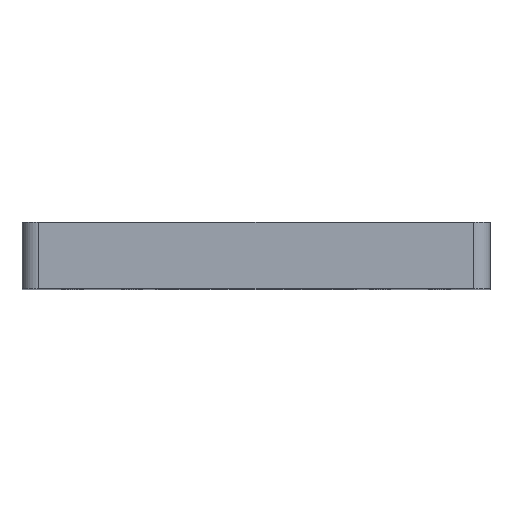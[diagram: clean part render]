
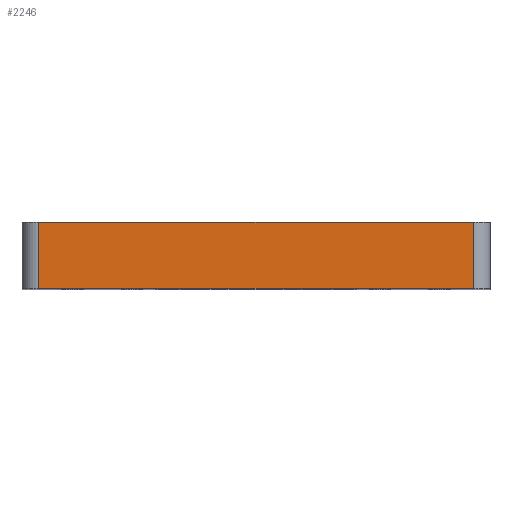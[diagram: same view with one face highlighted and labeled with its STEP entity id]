
A CAD part, top view. The second image highlights one B-rep face of the part: STEP entity #2246.
In plain terms, the highlighted planar face has unit normal (0, 0, 1).
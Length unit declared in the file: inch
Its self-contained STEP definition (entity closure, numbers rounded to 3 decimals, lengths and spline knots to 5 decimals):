
#45 = VERTEX_POINT ( 'NONE', #1708 ) ;
#90 = DIRECTION ( 'NONE',  ( 1., 0., 0. ) ) ;
#166 = AXIS2_PLACEMENT_3D ( 'NONE', #933, #2537, #520 ) ;
#354 = VECTOR ( 'NONE', #840, 39.37008 ) ;
#418 = CARTESIAN_POINT ( 'NONE',  ( 0., 0., 0. ) ) ;
#435 = ORIENTED_EDGE ( 'NONE', *, *, #1438, .F. ) ;
#520 = DIRECTION ( 'NONE',  ( -1., 0., 0. ) ) ;
#632 = VERTEX_POINT ( 'NONE', #1802 ) ;
#682 = LINE ( 'NONE', #2079, #877 ) ;
#840 = DIRECTION ( 'NONE',  ( 0., 1., 0. ) ) ;
#877 = VECTOR ( 'NONE', #90, 39.37008 ) ;
#880 = ORIENTED_EDGE ( 'NONE', *, *, #2491, .T. ) ;
#933 = CARTESIAN_POINT ( 'NONE',  ( 0., 0.5, 0. ) ) ;
#1018 = LINE ( 'NONE', #418, #2546 ) ;
#1045 = EDGE_LOOP ( 'NONE', ( #435, #1549, #1992, #880 ) ) ;
#1276 = VERTEX_POINT ( 'NONE', #2247 ) ;
#1438 = EDGE_CURVE ( 'NONE', #632, #1671, #682, .T. ) ;
#1473 = LINE ( 'NONE', #1616, #354 ) ;
#1549 = ORIENTED_EDGE ( 'NONE', *, *, #1941, .T. ) ;
#1616 = CARTESIAN_POINT ( 'NONE',  ( 3.375, 0.5, 0. ) ) ;
#1671 = VERTEX_POINT ( 'NONE', #2514 ) ;
#1708 = CARTESIAN_POINT ( 'NONE',  ( 3.375, 0., 0. ) ) ;
#1801 = VECTOR ( 'NONE', #2126, 39.37008 ) ;
#1802 = CARTESIAN_POINT ( 'NONE',  ( 0.125, 0.5, 0. ) ) ;
#1941 = EDGE_CURVE ( 'NONE', #632, #1276, #2342, .T. ) ;
#1952 = FACE_OUTER_BOUND ( 'NONE', #1045, .T. ) ;
#1992 = ORIENTED_EDGE ( 'NONE', *, *, #2441, .T. ) ;
#2079 = CARTESIAN_POINT ( 'NONE',  ( 0., 0.5, 0. ) ) ;
#2106 = CARTESIAN_POINT ( 'NONE',  ( 0.125, 0.5, 0. ) ) ;
#2126 = DIRECTION ( 'NONE',  ( 0., -1., 0. ) ) ;
#2133 = PLANE ( 'NONE',  #166 ) ;
#2218 = DIRECTION ( 'NONE',  ( 1., 0., 0. ) ) ;
#2246 = ADVANCED_FACE ( 'NONE', ( #1952 ), #2133, .F. ) ;
#2247 = CARTESIAN_POINT ( 'NONE',  ( 0.125, 0., 0. ) ) ;
#2342 = LINE ( 'NONE', #2106, #1801 ) ;
#2441 = EDGE_CURVE ( 'NONE', #1276, #45, #1018, .T. ) ;
#2491 = EDGE_CURVE ( 'NONE', #45, #1671, #1473, .T. ) ;
#2514 = CARTESIAN_POINT ( 'NONE',  ( 3.375, 0.5, 0. ) ) ;
#2537 = DIRECTION ( 'NONE',  ( 0., 0., -1. ) ) ;
#2546 = VECTOR ( 'NONE', #2218, 39.37008 ) ;
